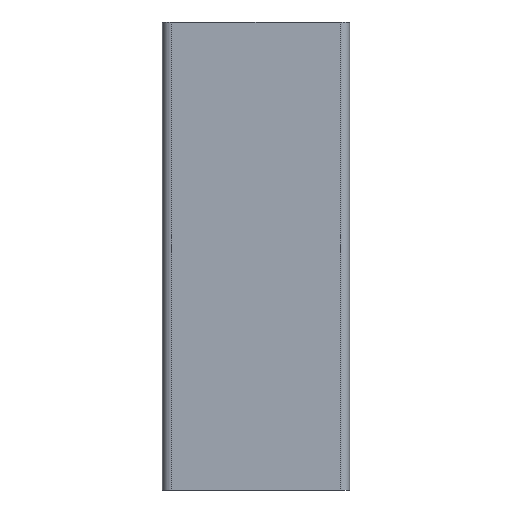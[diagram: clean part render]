
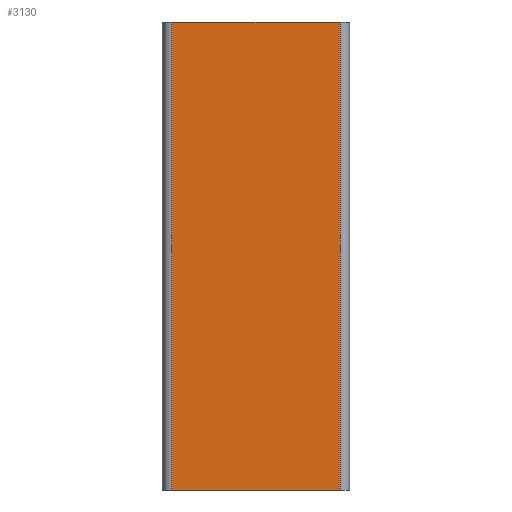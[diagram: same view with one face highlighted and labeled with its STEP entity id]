
A CAD part, left-side view. The second image highlights one B-rep face of the part: STEP entity #3130.
In plain terms, the highlighted planar face has unit normal (-1, 0, 0).
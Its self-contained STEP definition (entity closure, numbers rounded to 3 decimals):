
#97=PLANE('',#3442);
#251=FACE_OUTER_BOUND('',#412,.T.);
#412=EDGE_LOOP('',(#2720,#2721,#2722,#2723));
#721=LINE('',#5290,#1030);
#723=LINE('',#5298,#1032);
#725=LINE('',#5302,#1034);
#726=LINE('',#5303,#1035);
#1030=VECTOR('',#4350,36.);
#1032=VECTOR('',#4358,100.);
#1034=VECTOR('',#4362,36.);
#1035=VECTOR('',#4363,100.);
#1499=VERTEX_POINT('',#5287);
#1500=VERTEX_POINT('',#5289);
#1503=VERTEX_POINT('',#5296);
#1504=VERTEX_POINT('',#5301);
#1956=EDGE_CURVE('',#1499,#1500,#721,.T.);
#1960=EDGE_CURVE('',#1499,#1503,#723,.T.);
#1962=EDGE_CURVE('',#1503,#1504,#725,.T.);
#1963=EDGE_CURVE('',#1500,#1504,#726,.T.);
#2720=ORIENTED_EDGE('',*,*,#1962,.T.);
#2721=ORIENTED_EDGE('',*,*,#1963,.F.);
#2722=ORIENTED_EDGE('',*,*,#1956,.F.);
#2723=ORIENTED_EDGE('',*,*,#1960,.T.);
#3130=ADVANCED_FACE('',(#251),#97,.T.);
#3442=AXIS2_PLACEMENT_3D('',#5300,#4360,#4361);
#4350=DIRECTION('',(0.,1.,0.));
#4358=DIRECTION('',(0.,0.,1.));
#4360=DIRECTION('center_axis',(-1.,0.,0.));
#4361=DIRECTION('ref_axis',(0.,-1.,0.));
#4362=DIRECTION('',(0.,1.,0.));
#4363=DIRECTION('',(0.,0.,1.));
#5287=CARTESIAN_POINT('',(-20.,-18.,0.));
#5289=CARTESIAN_POINT('',(-20.,18.,0.));
#5290=CARTESIAN_POINT('',(-20.,9.,0.));
#5296=CARTESIAN_POINT('',(-20.,-18.,100.));
#5298=CARTESIAN_POINT('',(-20.,-18.,0.));
#5300=CARTESIAN_POINT('Origin',(-20.,18.,0.));
#5301=CARTESIAN_POINT('',(-20.,18.,100.));
#5302=CARTESIAN_POINT('',(-20.,9.,100.));
#5303=CARTESIAN_POINT('',(-20.,18.,0.));
